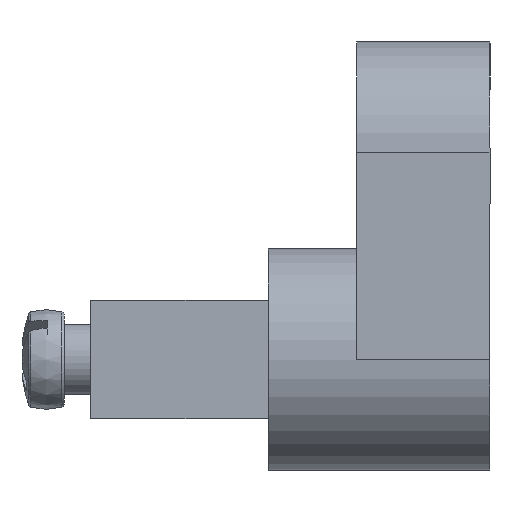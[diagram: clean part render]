
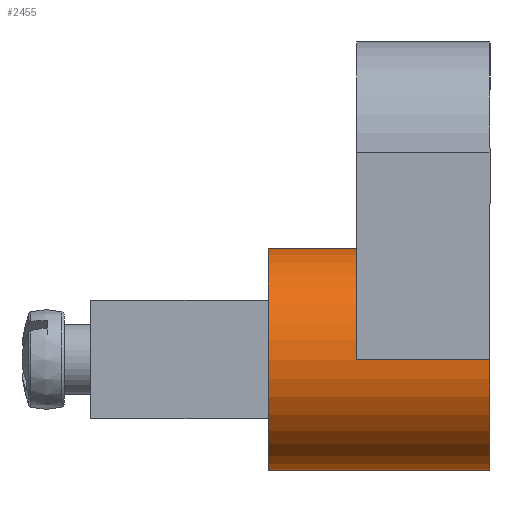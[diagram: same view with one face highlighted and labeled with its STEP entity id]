
A CAD part, left-side view. The second image highlights one B-rep face of the part: STEP entity #2455.
In plain terms, the highlighted cylindrical face has radius 7.5 mm (diameter 15 mm), a full revolution.
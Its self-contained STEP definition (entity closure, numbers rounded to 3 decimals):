
#170=LINE('',#4893,#216);
#171=LINE('',#4896,#217);
#216=VECTOR('',#3407,9.);
#217=VECTOR('',#3410,9.);
#498=FACE_BOUND('',#1131,.T.);
#659=CIRCLE('',#2756,7.5);
#660=CIRCLE('',#2757,7.5);
#661=CIRCLE('',#2758,7.5);
#799=FACE_OUTER_BOUND('',#1130,.T.);
#1130=EDGE_LOOP('',(#2089,#2090,#2091,#2092));
#1131=EDGE_LOOP('',(#2093));
#1389=VERTEX_POINT('',#4889);
#1390=VERTEX_POINT('',#4890);
#1391=VERTEX_POINT('',#4892);
#1392=VERTEX_POINT('',#4894);
#1393=VERTEX_POINT('',#4897);
#1630=EDGE_CURVE('',#1389,#1390,#659,.T.);
#1631=EDGE_CURVE('',#1391,#1390,#170,.T.);
#1632=EDGE_CURVE('',#1392,#1391,#660,.T.);
#1633=EDGE_CURVE('',#1392,#1389,#171,.T.);
#1634=EDGE_CURVE('',#1393,#1393,#661,.T.);
#2089=ORIENTED_EDGE('',*,*,#1630,.T.);
#2090=ORIENTED_EDGE('',*,*,#1631,.F.);
#2091=ORIENTED_EDGE('',*,*,#1632,.F.);
#2092=ORIENTED_EDGE('',*,*,#1633,.T.);
#2093=ORIENTED_EDGE('',*,*,#1634,.F.);
#2218=CYLINDRICAL_SURFACE('',#2755,7.5);
#2455=ADVANCED_FACE('',(#799,#498),#2218,.T.);
#2755=AXIS2_PLACEMENT_3D('',#4888,#3403,#3404);
#2756=AXIS2_PLACEMENT_3D('',#4891,#3405,#3406);
#2757=AXIS2_PLACEMENT_3D('',#4895,#3408,#3409);
#2758=AXIS2_PLACEMENT_3D('',#4898,#3411,#3412);
#3403=DIRECTION('center_axis',(0.,1.,0.));
#3404=DIRECTION('ref_axis',(0.,0.,1.));
#3405=DIRECTION('center_axis',(0.,1.,0.));
#3406=DIRECTION('ref_axis',(0.,0.,1.));
#3407=DIRECTION('',(0.,1.,0.));
#3408=DIRECTION('center_axis',(0.,-1.,0.));
#3409=DIRECTION('ref_axis',(0.,0.,1.));
#3410=DIRECTION('',(0.,1.,0.));
#3411=DIRECTION('center_axis',(0.,1.,0.));
#3412=DIRECTION('ref_axis',(0.,0.,1.));
#4888=CARTESIAN_POINT('Origin',(-7.,-10.607,0.));
#4889=CARTESIAN_POINT('',(-7.,9.,7.5));
#4890=CARTESIAN_POINT('',(-7.,9.,-7.5));
#4891=CARTESIAN_POINT('Origin',(-7.,9.,0.));
#4892=CARTESIAN_POINT('',(-7.,0.,-7.5));
#4893=CARTESIAN_POINT('',(-7.,-10.607,-7.5));
#4894=CARTESIAN_POINT('',(-7.,0.,7.5));
#4895=CARTESIAN_POINT('Origin',(-7.,0.,0.));
#4896=CARTESIAN_POINT('',(-7.,-10.607,7.5));
#4897=CARTESIAN_POINT('',(-7.,15.,7.5));
#4898=CARTESIAN_POINT('Origin',(-7.,15.,0.));
